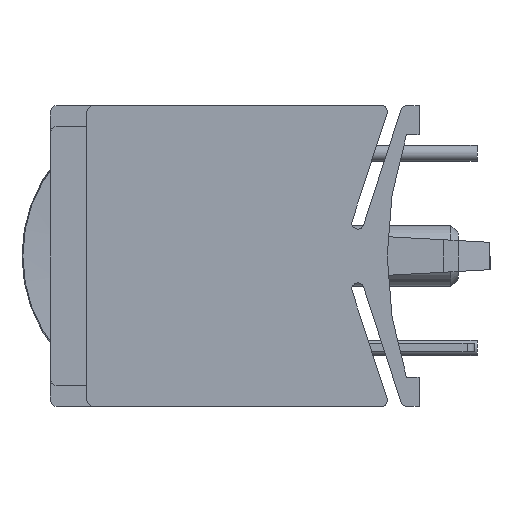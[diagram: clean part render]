
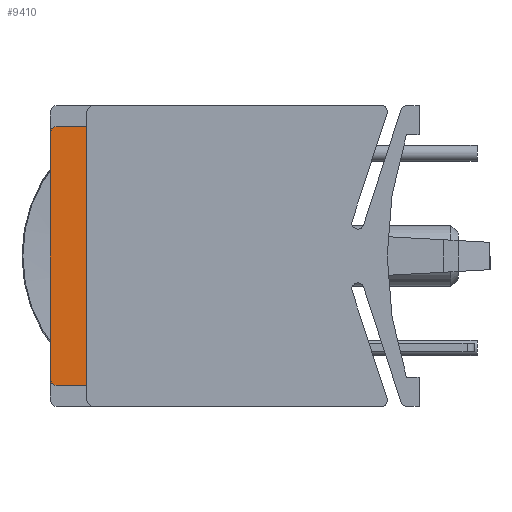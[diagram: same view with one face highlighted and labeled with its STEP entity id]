
A CAD part, left-side view. The second image highlights one B-rep face of the part: STEP entity #9410.
In plain terms, the highlighted planar face has unit normal (-1, 0, 0).
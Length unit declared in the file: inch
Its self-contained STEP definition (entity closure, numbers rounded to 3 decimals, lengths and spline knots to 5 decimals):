
#310 = CIRCLE ( 'NONE', #8001, 0.015 ) ;
#347 = ORIENTED_EDGE ( 'NONE', *, *, #9248, .F. ) ;
#685 = EDGE_CURVE ( 'NONE', #967, #2490, #3328, .T. ) ;
#967 = VERTEX_POINT ( 'NONE', #1102 ) ;
#1102 = CARTESIAN_POINT ( 'NONE',  ( -0.358, 0.175, -0.265 ) ) ;
#1318 = CIRCLE ( 'NONE', #11160, 0.015 ) ;
#1799 = CARTESIAN_POINT ( 'NONE',  ( -0.358, 0.25, -0.25 ) ) ;
#2347 = LINE ( 'NONE', #10146, #7092 ) ;
#2368 = DIRECTION ( 'NONE',  ( 0., 0., -1. ) ) ;
#2432 = DIRECTION ( 'NONE',  ( 1., 0., 0. ) ) ;
#2476 = CARTESIAN_POINT ( 'NONE',  ( -0.358, 0.25, -0.3075 ) ) ;
#2490 = VERTEX_POINT ( 'NONE', #7197 ) ;
#2658 = CARTESIAN_POINT ( 'NONE',  ( -0.358, 0.235, 0.25 ) ) ;
#2830 = ORIENTED_EDGE ( 'NONE', *, *, #685, .F. ) ;
#2834 = PLANE ( 'NONE',  #6996 ) ;
#3302 = VECTOR ( 'NONE', #5107, 39.37008 ) ;
#3328 = LINE ( 'NONE', #5083, #3302 ) ;
#3651 = DIRECTION ( 'NONE',  ( 0., 0., -1. ) ) ;
#3812 = EDGE_CURVE ( 'NONE', #5388, #5677, #12144, .T. ) ;
#4363 = ORIENTED_EDGE ( 'NONE', *, *, #3812, .F. ) ;
#4880 = DIRECTION ( 'NONE',  ( 0., -1., 0. ) ) ;
#4925 = CARTESIAN_POINT ( 'NONE',  ( -0.358, 0.25, 0.265 ) ) ;
#4963 = EDGE_CURVE ( 'NONE', #967, #10653, #2347, .T. ) ;
#5083 = CARTESIAN_POINT ( 'NONE',  ( -0.358, 0.25, -0.265 ) ) ;
#5107 = DIRECTION ( 'NONE',  ( 0., 1., 0. ) ) ;
#5388 = VERTEX_POINT ( 'NONE', #1799 ) ;
#5512 = ORIENTED_EDGE ( 'NONE', *, *, #10576, .F. ) ;
#5677 = VERTEX_POINT ( 'NONE', #8930 ) ;
#5744 = DIRECTION ( 'NONE',  ( 0., 0., 1. ) ) ;
#5747 = CARTESIAN_POINT ( 'NONE',  ( -0.358, 0.25, 0.3075 ) ) ;
#5774 = DIRECTION ( 'NONE',  ( 0., 0., 1. ) ) ;
#5814 = DIRECTION ( 'NONE',  ( 1., 0., 0. ) ) ;
#5884 = CARTESIAN_POINT ( 'NONE',  ( -0.358, 0.235, -0.25 ) ) ;
#6319 = EDGE_CURVE ( 'NONE', #2490, #5388, #1318, .T. ) ;
#6892 = ORIENTED_EDGE ( 'NONE', *, *, #6319, .F. ) ;
#6996 = AXIS2_PLACEMENT_3D ( 'NONE', #2476, #2432, #2368 ) ;
#7092 = VECTOR ( 'NONE', #10115, 39.37008 ) ;
#7197 = CARTESIAN_POINT ( 'NONE',  ( -0.358, 0.235, -0.265 ) ) ;
#7852 = ORIENTED_EDGE ( 'NONE', *, *, #4963, .T. ) ;
#8001 = AXIS2_PLACEMENT_3D ( 'NONE', #2658, #9360, #3651 ) ;
#8902 = EDGE_LOOP ( 'NONE', ( #347, #5512, #4363, #6892, #2830, #7852 ) ) ;
#8930 = CARTESIAN_POINT ( 'NONE',  ( -0.358, 0.25, 0.25 ) ) ;
#9248 = EDGE_CURVE ( 'NONE', #9901, #10653, #12037, .T. ) ;
#9360 = DIRECTION ( 'NONE',  ( 1., 0., 0. ) ) ;
#9410 = ADVANCED_FACE ( 'NONE', ( #10158 ), #2834, .F. ) ;
#9901 = VERTEX_POINT ( 'NONE', #11799 ) ;
#10115 = DIRECTION ( 'NONE',  ( 0., 0., 1. ) ) ;
#10146 = CARTESIAN_POINT ( 'NONE',  ( -0.358, 0.175, -0.3075 ) ) ;
#10158 = FACE_OUTER_BOUND ( 'NONE', #8902, .T. ) ;
#10576 = EDGE_CURVE ( 'NONE', #5677, #9901, #310, .T. ) ;
#10653 = VERTEX_POINT ( 'NONE', #11192 ) ;
#11160 = AXIS2_PLACEMENT_3D ( 'NONE', #5884, #5814, #5774 ) ;
#11192 = CARTESIAN_POINT ( 'NONE',  ( -0.358, 0.175, 0.265 ) ) ;
#11799 = CARTESIAN_POINT ( 'NONE',  ( -0.358, 0.235, 0.265 ) ) ;
#12037 = LINE ( 'NONE', #4925, #12079 ) ;
#12079 = VECTOR ( 'NONE', #4880, 39.37008 ) ;
#12144 = LINE ( 'NONE', #5747, #12174 ) ;
#12174 = VECTOR ( 'NONE', #5744, 39.37008 ) ;
